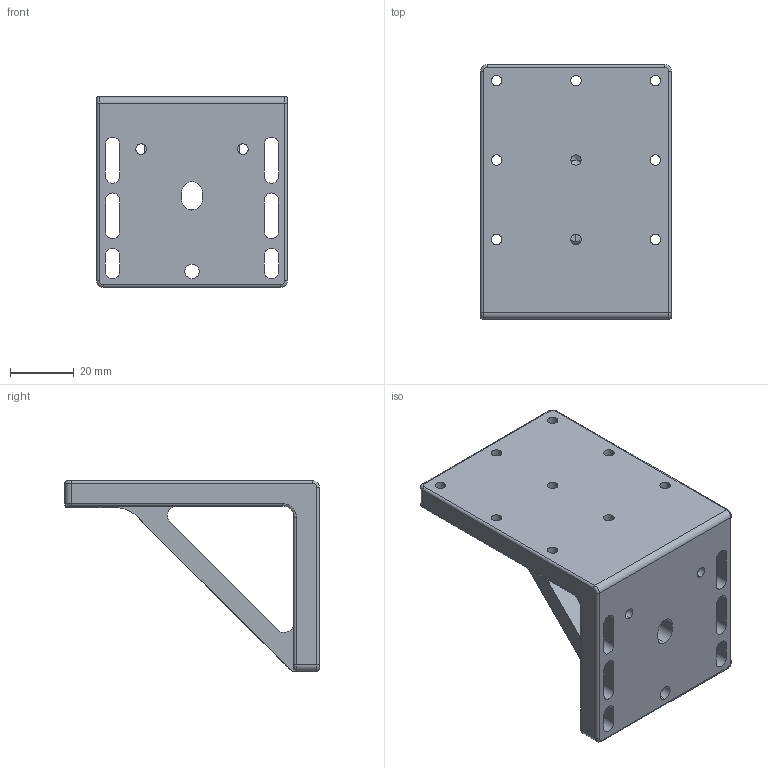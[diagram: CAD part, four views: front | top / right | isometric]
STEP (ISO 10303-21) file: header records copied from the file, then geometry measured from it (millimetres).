
FILE_DESCRIPTION (( 'STEP AP203' ), '1' );
FILE_NAME ('OMLA炵蹈眻褒蛌諉啣 OMLA04B.STEP', '2021-05-20T08:12:06', ( 'Microsoft' ), ( 'Microsoft' ), 'SwSTEP 2.0', 'SolidWorks 2018', '' );
FILE_SCHEMA (( 'CONFIG_CONTROL_DESIGN' ));
Length unit declared in the file: millimetre
Products named in the file (2): OMLA炵蹈眻褒蛌諉啣 OMLA04B; OMLA04B-01 SPYD60-L蟀諉啣4
Assembly tree (1 placements, depth 2):
  OMLA炵蹈眻褒蛌諉啣 OMLA04B
    OMLA04B-01 SPYD60-L蟀諉啣4
Bounding box: 60 x 80 x 60 mm (x, y, z)
Volume: 71516.4 mm3; surface area: 24533.1 mm2
Topology: 1 solids, 1 shells, 277 faces, 739 edges, 483 vertices
Faces by surface type: plane 140, cylinder 80, bspline 43, torus 12, cone 2
Entity records: 12489 total; most frequent: CARTESIAN_POINT 5492, ORIENTED_EDGE 1474, DIRECTION 1277, EDGE_CURVE 737, VERTEX_POINT 483, LINE 477, VECTOR 477, AXIS2_PLACEMENT_3D 400
